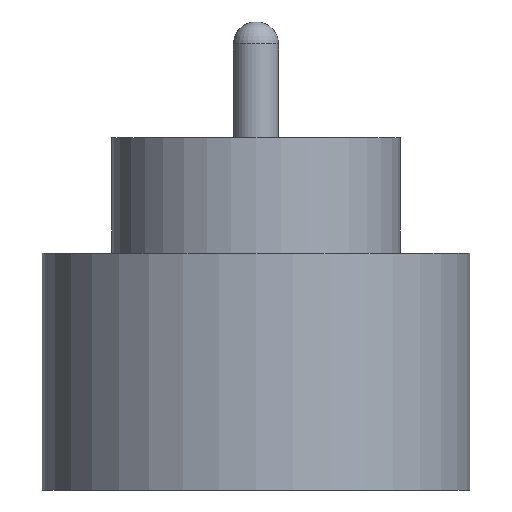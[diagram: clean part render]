
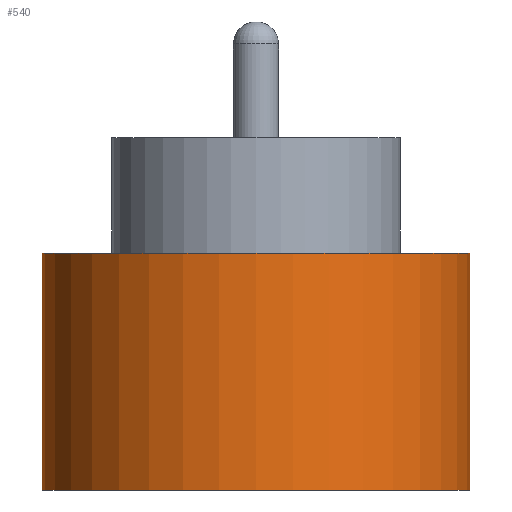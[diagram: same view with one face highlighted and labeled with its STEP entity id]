
A CAD part, front view. The second image highlights one B-rep face of the part: STEP entity #540.
In plain terms, the highlighted cylindrical face has radius 1.85 mm (diameter 3.7 mm), a partial arc.
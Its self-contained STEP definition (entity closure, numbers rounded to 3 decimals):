
#11 = VERTEX_POINT ( 'NONE', #13 ) ;
#13 = CARTESIAN_POINT ( 'NONE',  ( -1.85, 0., 1.55 ) ) ;
#29 = CYLINDRICAL_SURFACE ( 'NONE', #849, 1.85 ) ;
#43 = CARTESIAN_POINT ( 'NONE',  ( 0., 0., 1.55 ) ) ;
#58 = EDGE_LOOP ( 'NONE', ( #550, #356, #153, #466 ) ) ;
#74 = DIRECTION ( 'NONE',  ( -1., 0., 0. ) ) ;
#109 = DIRECTION ( 'NONE',  ( 1., 0., 0. ) ) ;
#140 = CARTESIAN_POINT ( 'NONE',  ( -1.85, 0., -0.5 ) ) ;
#151 = EDGE_CURVE ( 'NONE', #11, #395, #660, .T. ) ;
#153 = ORIENTED_EDGE ( 'NONE', *, *, #803, .T. ) ;
#226 = DIRECTION ( 'NONE',  ( 0., 0., -1. ) ) ;
#227 = DIRECTION ( 'NONE',  ( 0., 0., -1. ) ) ;
#255 = EDGE_CURVE ( 'NONE', #403, #352, #868, .T. ) ;
#271 = DIRECTION ( 'NONE',  ( 0., 0., 1. ) ) ;
#350 = DIRECTION ( 'NONE',  ( 0., 0., -1. ) ) ;
#352 = VERTEX_POINT ( 'NONE', #760 ) ;
#356 = ORIENTED_EDGE ( 'NONE', *, *, #151, .F. ) ;
#363 = VECTOR ( 'NONE', #227, 1000. ) ;
#374 = VECTOR ( 'NONE', #350, 1000. ) ;
#395 = VERTEX_POINT ( 'NONE', #484 ) ;
#403 = VERTEX_POINT ( 'NONE', #140 ) ;
#453 = EDGE_CURVE ( 'NONE', #395, #352, #769, .T. ) ;
#463 = CARTESIAN_POINT ( 'NONE',  ( 0., 0., -0.5 ) ) ;
#466 = ORIENTED_EDGE ( 'NONE', *, *, #255, .T. ) ;
#484 = CARTESIAN_POINT ( 'NONE',  ( 1.85, 0., 1.55 ) ) ;
#489 = CARTESIAN_POINT ( 'NONE',  ( 1.85, 0., 2.55 ) ) ;
#494 = CARTESIAN_POINT ( 'NONE',  ( 0., 0., 2.55 ) ) ;
#540 = ADVANCED_FACE ( 'NONE', ( #781 ), #29, .T. ) ;
#550 = ORIENTED_EDGE ( 'NONE', *, *, #453, .F. ) ;
#660 = CIRCLE ( 'NONE', #685, 1.85 ) ;
#685 = AXIS2_PLACEMENT_3D ( 'NONE', #43, #271, #109 ) ;
#724 = AXIS2_PLACEMENT_3D ( 'NONE', #463, #804, #876 ) ;
#760 = CARTESIAN_POINT ( 'NONE',  ( 1.85, 0., -0.5 ) ) ;
#769 = LINE ( 'NONE', #489, #374 ) ;
#781 = FACE_OUTER_BOUND ( 'NONE', #58, .T. ) ;
#803 = EDGE_CURVE ( 'NONE', #11, #403, #867, .T. ) ;
#804 = DIRECTION ( 'NONE',  ( 0., 0., 1. ) ) ;
#840 = CARTESIAN_POINT ( 'NONE',  ( -1.85, 0., 2.55 ) ) ;
#849 = AXIS2_PLACEMENT_3D ( 'NONE', #494, #226, #74 ) ;
#867 = LINE ( 'NONE', #840, #363 ) ;
#868 = CIRCLE ( 'NONE', #724, 1.85 ) ;
#876 = DIRECTION ( 'NONE',  ( 1., 0., 0. ) ) ;
